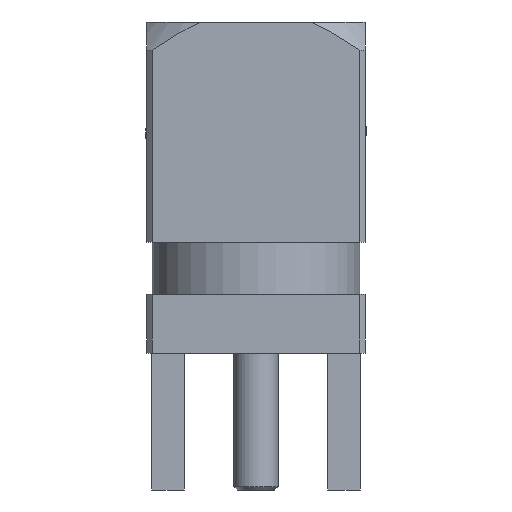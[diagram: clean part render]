
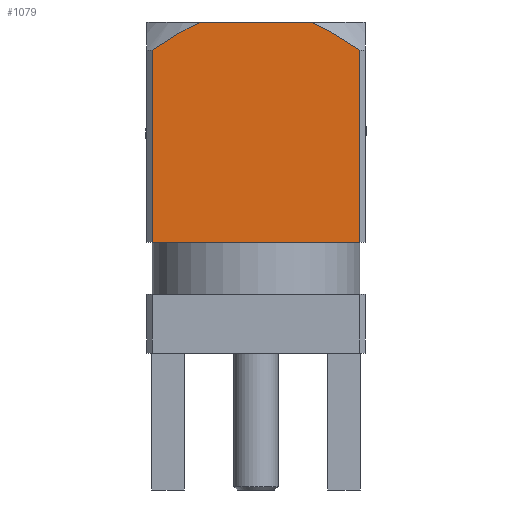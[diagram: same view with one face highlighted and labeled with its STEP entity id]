
A CAD part, front view. The second image highlights one B-rep face of the part: STEP entity #1079.
In plain terms, the highlighted planar face has unit normal (0, -1, 0).
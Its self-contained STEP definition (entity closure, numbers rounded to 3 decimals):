
#16=(
BOUNDED_CURVE()
B_SPLINE_CURVE(2,(#1776,#1777,#1778),.UNSPECIFIED.,.F.,.F.)
B_SPLINE_CURVE_WITH_KNOTS((3,3),(-0.873,-0.6),
 .UNSPECIFIED.)
CURVE()
GEOMETRIC_REPRESENTATION_ITEM()
RATIONAL_B_SPLINE_CURVE((2.097,2.012,1.873))
REPRESENTATION_ITEM('')
);
#21=B_SPLINE_CURVE_WITH_KNOTS('',5,(#1781,#1782,#1783,#1784,#1785,#1786),
 .UNSPECIFIED.,.F.,.F.,(6,6),(0.,28.328),.UNSPECIFIED.);
#102=LINE('',#1739,#197);
#108=LINE('',#1772,#203);
#109=LINE('',#1779,#204);
#110=LINE('',#1787,#205);
#197=VECTOR('',#1411,1.);
#203=VECTOR('',#1429,1.);
#204=VECTOR('',#1432,1.);
#205=VECTOR('',#1433,1.);
#293=FACE_OUTER_BOUND('',#368,.T.);
#368=EDGE_LOOP('',(#881,#882,#883,#884,#885,#886));
#504=VERTEX_POINT('',#1736);
#505=VERTEX_POINT('',#1738);
#514=VERTEX_POINT('',#1770);
#515=VERTEX_POINT('',#1774);
#516=VERTEX_POINT('',#1775);
#517=VERTEX_POINT('',#1780);
#631=EDGE_CURVE('',#504,#505,#102,.T.);
#643=EDGE_CURVE('',#514,#504,#108,.T.);
#644=EDGE_CURVE('',#515,#516,#16,.T.);
#645=EDGE_CURVE('',#516,#505,#109,.T.);
#646=EDGE_CURVE('',#517,#514,#21,.T.);
#647=EDGE_CURVE('',#515,#517,#110,.F.);
#881=ORIENTED_EDGE('',*,*,#644,.T.);
#882=ORIENTED_EDGE('',*,*,#645,.T.);
#883=ORIENTED_EDGE('',*,*,#631,.F.);
#884=ORIENTED_EDGE('',*,*,#643,.F.);
#885=ORIENTED_EDGE('',*,*,#646,.F.);
#886=ORIENTED_EDGE('',*,*,#647,.F.);
#1029=PLANE('',#1180);
#1079=ADVANCED_FACE('',(#293),#1029,.F.);
#1180=AXIS2_PLACEMENT_3D('',#1773,#1430,#1431);
#1411=DIRECTION('',(-1.,0.,0.));
#1429=DIRECTION('',(0.,0.,-1.));
#1430=DIRECTION('center_axis',(0.,1.,0.));
#1431=DIRECTION('ref_axis',(-1.,0.,0.));
#1432=DIRECTION('',(0.,0.,-1.));
#1433=DIRECTION('',(-1.,0.,0.));
#1736=CARTESIAN_POINT('',(2.997,-3.153,-3.175));
#1738=CARTESIAN_POINT('',(-2.997,-3.153,-3.175));
#1739=CARTESIAN_POINT('',(0.,-3.153,-3.175));
#1770=CARTESIAN_POINT('',(2.997,-3.153,2.375));
#1772=CARTESIAN_POINT('',(2.997,-3.153,-3.975));
#1773=CARTESIAN_POINT('Origin',(0.,-3.153,0.));
#1774=CARTESIAN_POINT('',(-1.632,-3.152,3.175));
#1775=CARTESIAN_POINT('',(-2.997,-3.153,2.375));
#1776=CARTESIAN_POINT('Ctrl Pts',(-1.632,-3.153,3.175));
#1777=CARTESIAN_POINT('Ctrl Pts',(-2.246,-3.153,2.893));
#1778=CARTESIAN_POINT('Ctrl Pts',(-2.997,-3.153,2.375));
#1779=CARTESIAN_POINT('',(-2.997,-3.153,-0.4));
#1780=CARTESIAN_POINT('',(1.632,-3.153,3.175));
#1781=CARTESIAN_POINT('Ctrl Pts',(1.632,-3.153,3.175));
#1782=CARTESIAN_POINT('Ctrl Pts',(1.858,-3.153,3.071));
#1783=CARTESIAN_POINT('Ctrl Pts',(2.101,-3.153,2.945));
#1784=CARTESIAN_POINT('Ctrl Pts',(2.365,-3.153,2.793));
#1785=CARTESIAN_POINT('Ctrl Pts',(2.659,-3.153,2.608));
#1786=CARTESIAN_POINT('Ctrl Pts',(2.997,-3.153,2.375));
#1787=CARTESIAN_POINT('',(0.,-3.153,3.175));
